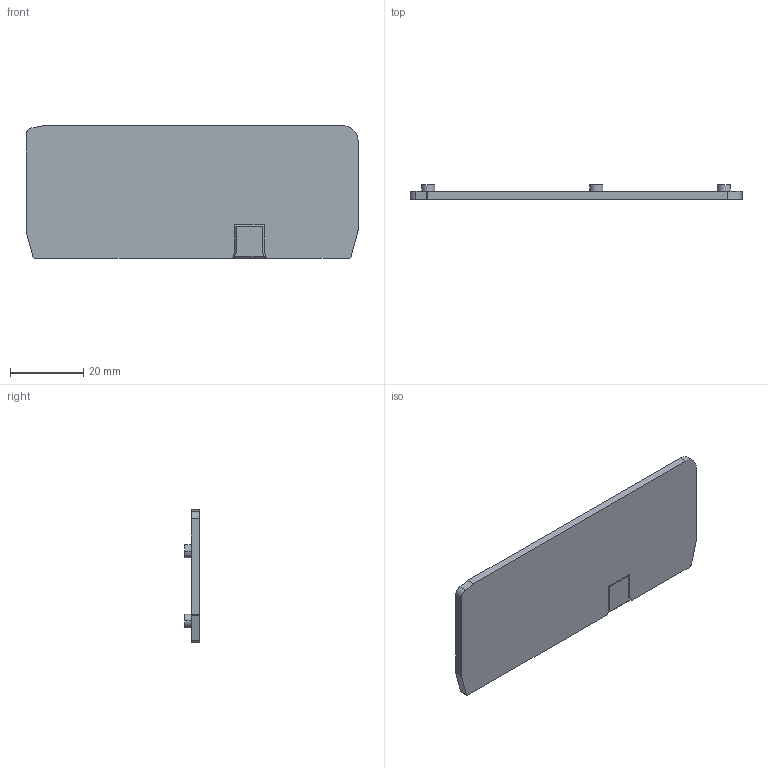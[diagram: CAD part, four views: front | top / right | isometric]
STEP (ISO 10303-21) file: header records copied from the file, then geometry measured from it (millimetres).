
FILE_DESCRIPTION((''),'2;1');
FILE_NAME('DD-ST6-3-D-20181016','2018-11-29T',('Administrator'),(''),'PRO/ENGINEER BY PARAMETRIC TECHNOLOGY CORPORATION, 2008380','PRO/ENGINEER BY PARAMETRIC TECHNOLOGY CORPORATION, 2008380','');
FILE_SCHEMA(('CONFIG_CONTROL_DESIGN'));
Length unit declared in the file: millimetre
Products named in the file (1): DD-ST6-3-D-20181016
Bounding box: 90.5 x 4 x 36.1 mm (x, y, z)
Volume: 7139.7 mm3; surface area: 7146.6 mm2
Topology: 1 solids, 1 shells, 49 faces, 120 edges, 76 vertices
Faces by surface type: plane 36, cylinder 13
Entity records: 1468 total; most frequent: CARTESIAN_POINT 257, DIRECTION 240, ORIENTED_EDGE 240, EDGE_CURVE 120, VECTOR 94, LINE 94, VERTEX_POINT 76, AXIS2_PLACEMENT_3D 73
